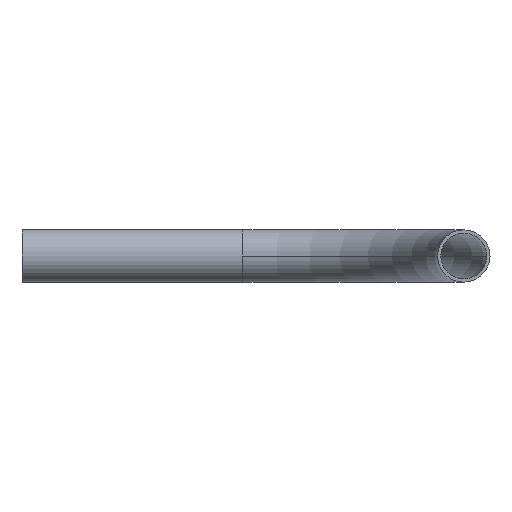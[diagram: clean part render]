
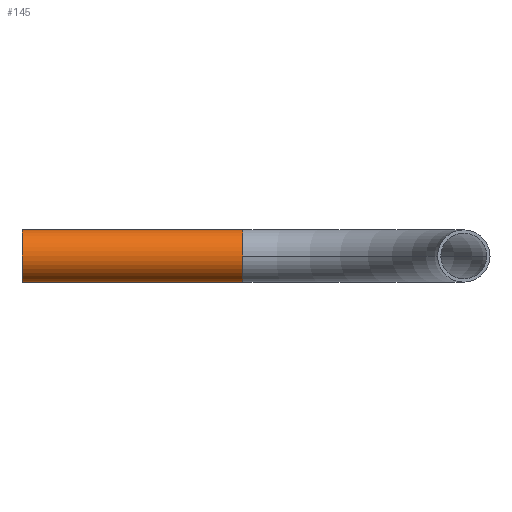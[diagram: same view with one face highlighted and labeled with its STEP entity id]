
A CAD part, left-side view. The second image highlights one B-rep face of the part: STEP entity #145.
In plain terms, the highlighted cylindrical face has radius 44.45 mm (diameter 88.9 mm), a partial arc.
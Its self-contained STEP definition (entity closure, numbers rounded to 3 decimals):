
#8 = AXIS2_PLACEMENT_3D ( 'NONE', #447, #51, #256 ) ;
#11 = VERTEX_POINT ( 'NONE', #294 ) ;
#18 = AXIS2_PLACEMENT_3D ( 'NONE', #86, #455, #496 ) ;
#27 = EDGE_CURVE ( 'NONE', #212, #364, #382, .T. ) ;
#30 = EDGE_LOOP ( 'NONE', ( #143, #39, #501, #195, #460 ) ) ;
#39 = ORIENTED_EDGE ( 'NONE', *, *, #479, .F. ) ;
#41 = AXIS2_PLACEMENT_3D ( 'NONE', #228, #305, #469 ) ;
#51 = DIRECTION ( 'NONE',  ( 0., 1., 0. ) ) ;
#63 = CYLINDRICAL_SURFACE ( 'NONE', #41, 44.45 ) ;
#77 = CARTESIAN_POINT ( 'NONE',  ( 3172., 375., -44.45 ) ) ;
#86 = CARTESIAN_POINT ( 'NONE',  ( 3172., 750., 0. ) ) ;
#125 = CIRCLE ( 'NONE', #8, 44.45 ) ;
#132 = CARTESIAN_POINT ( 'NONE',  ( 3172., 375., 0. ) ) ;
#141 = DIRECTION ( 'NONE',  ( 0., -1., 0. ) ) ;
#143 = ORIENTED_EDGE ( 'NONE', *, *, #176, .F. ) ;
#145 = ADVANCED_FACE ( 'NONE', ( #343 ), #63, .T. ) ;
#150 = VECTOR ( 'NONE', #448, 1000. ) ;
#158 = CARTESIAN_POINT ( 'NONE',  ( 3172., 375., 44.45 ) ) ;
#176 = EDGE_CURVE ( 'NONE', #437, #394, #231, .T. ) ;
#195 = ORIENTED_EDGE ( 'NONE', *, *, #507, .T. ) ;
#212 = VERTEX_POINT ( 'NONE', #272 ) ;
#214 = DIRECTION ( 'NONE',  ( -1., 0., 0. ) ) ;
#228 = CARTESIAN_POINT ( 'NONE',  ( 3172., 750., 0. ) ) ;
#231 = LINE ( 'NONE', #236, #328 ) ;
#236 = CARTESIAN_POINT ( 'NONE',  ( 3172., 750., 44.45 ) ) ;
#256 = DIRECTION ( 'NONE',  ( -1., 0., 0. ) ) ;
#262 = CIRCLE ( 'NONE', #18, 44.45 ) ;
#272 = CARTESIAN_POINT ( 'NONE',  ( 3172., 750., -44.45 ) ) ;
#288 = AXIS2_PLACEMENT_3D ( 'NONE', #132, #291, #214 ) ;
#291 = DIRECTION ( 'NONE',  ( 0., 1., 0. ) ) ;
#294 = CARTESIAN_POINT ( 'NONE',  ( 3127.55, 375., 0. ) ) ;
#298 = CARTESIAN_POINT ( 'NONE',  ( 3172., 750., 44.45 ) ) ;
#305 = DIRECTION ( 'NONE',  ( 0., -1., 0. ) ) ;
#328 = VECTOR ( 'NONE', #141, 1000. ) ;
#343 = FACE_OUTER_BOUND ( 'NONE', #30, .T. ) ;
#344 = CIRCLE ( 'NONE', #288, 44.45 ) ;
#364 = VERTEX_POINT ( 'NONE', #77 ) ;
#382 = LINE ( 'NONE', #498, #150 ) ;
#394 = VERTEX_POINT ( 'NONE', #158 ) ;
#437 = VERTEX_POINT ( 'NONE', #298 ) ;
#438 = EDGE_CURVE ( 'NONE', #11, #394, #344, .T. ) ;
#447 = CARTESIAN_POINT ( 'NONE',  ( 3172., 375., 0. ) ) ;
#448 = DIRECTION ( 'NONE',  ( 0., -1., 0. ) ) ;
#455 = DIRECTION ( 'NONE',  ( 0., 1., 0. ) ) ;
#460 = ORIENTED_EDGE ( 'NONE', *, *, #438, .T. ) ;
#469 = DIRECTION ( 'NONE',  ( 0., 0., -1. ) ) ;
#479 = EDGE_CURVE ( 'NONE', #212, #437, #262, .T. ) ;
#496 = DIRECTION ( 'NONE',  ( 0., 0., -1. ) ) ;
#498 = CARTESIAN_POINT ( 'NONE',  ( 3172., 750., -44.45 ) ) ;
#501 = ORIENTED_EDGE ( 'NONE', *, *, #27, .T. ) ;
#507 = EDGE_CURVE ( 'NONE', #364, #11, #125, .T. ) ;
